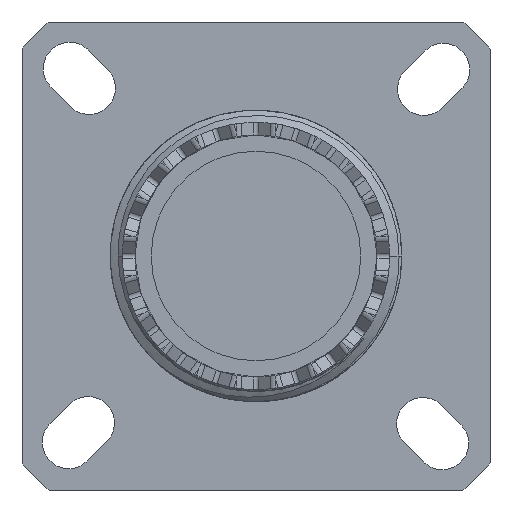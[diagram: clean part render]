
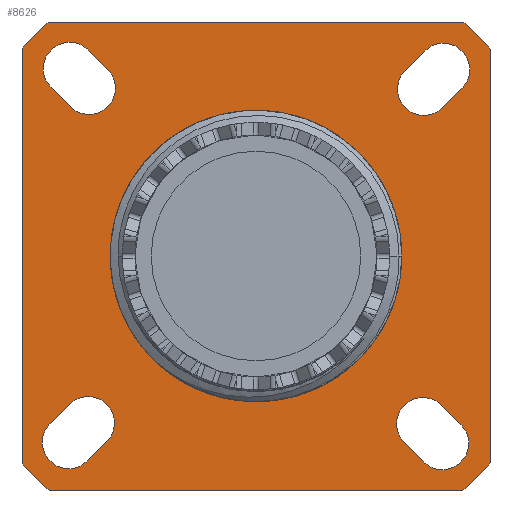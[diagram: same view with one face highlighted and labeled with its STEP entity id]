
A CAD part, front view. The second image highlights one B-rep face of the part: STEP entity #8626.
In plain terms, the highlighted planar face has unit normal (0, -1, 0).
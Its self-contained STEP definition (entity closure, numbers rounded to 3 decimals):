
#2550=CARTESIAN_POINT('',(0.,-23.4,0.));
#2551=DIRECTION('',(0.,-1.,0.));
#2552=DIRECTION('',(-1.,0.,0.));
#2553=AXIS2_PLACEMENT_3D('',#2550,#2551,#2552);
#2915=CARTESIAN_POINT('',(0.,-23.4,0.));
#2916=DIRECTION('',(0.,-1.,0.));
#2917=DIRECTION('',(1.,0.,0.));
#2918=AXIS2_PLACEMENT_3D('',#2915,#2916,#2917);
#2968=CARTESIAN_POINT('',(0.,-23.4,0.));
#2969=DIRECTION('',(0.,1.,0.));
#2970=DIRECTION('',(0.749,0.,-0.662));
#2971=AXIS2_PLACEMENT_3D('',#2968,#2969,#2970);
#2973=DIRECTION('',(-1.,0.,0.));
#2974=VECTOR('',#2973,25.558);
#2975=CARTESIAN_POINT('',(12.779,-23.4,-14.45));
#2976=LINE('',#2975,#2974);
#2977=CARTESIAN_POINT('',(0.,-23.4,0.));
#2978=DIRECTION('',(0.,1.,0.));
#2979=DIRECTION('',(-0.662,0.,-0.749));
#2980=AXIS2_PLACEMENT_3D('',#2977,#2978,#2979);
#2982=DIRECTION('',(0.,0.,1.));
#2983=VECTOR('',#2982,25.558);
#2984=CARTESIAN_POINT('',(-14.45,-23.4,-12.779));
#2985=LINE('',#2984,#2983);
#2986=CARTESIAN_POINT('',(0.,-23.4,0.));
#2987=DIRECTION('',(0.,1.,0.));
#2988=DIRECTION('',(-0.749,0.,0.662));
#2989=AXIS2_PLACEMENT_3D('',#2986,#2987,#2988);
#2991=DIRECTION('',(1.,0.,0.));
#2992=VECTOR('',#2991,25.558);
#2993=CARTESIAN_POINT('',(-12.779,-23.4,14.45));
#2994=LINE('',#2993,#2992);
#2995=CARTESIAN_POINT('',(0.,-23.4,0.));
#2996=DIRECTION('',(0.,1.,0.));
#2997=DIRECTION('',(0.662,0.,0.749));
#2998=AXIS2_PLACEMENT_3D('',#2995,#2996,#2997);
#3000=DIRECTION('',(0.,0.,-1.));
#3001=VECTOR('',#3000,25.558);
#3002=CARTESIAN_POINT('',(14.45,-23.4,12.779));
#3003=LINE('',#3002,#3001);
#3004=CARTESIAN_POINT('',(10.31,-23.4,-10.371));
#3005=DIRECTION('',(0.,1.,0.));
#3006=DIRECTION('',(-0.747,0.,-0.665));
#3007=AXIS2_PLACEMENT_3D('',#3004,#3005,#3006);
#3009=DIRECTION('',(-0.705,0.,0.709));
#3010=VECTOR('',#3009,1.875);
#3011=CARTESIAN_POINT('',(10.416,-23.4,-12.783));
#3012=LINE('',#3011,#3010);
#3013=CARTESIAN_POINT('',(11.505,-23.4,-11.573));
#3014=DIRECTION('',(0.,1.,0.));
#3015=DIRECTION('',(0.747,0.,0.665));
#3016=AXIS2_PLACEMENT_3D('',#3013,#3014,#3015);
#3018=DIRECTION('',(0.705,0.,-0.709));
#3019=VECTOR('',#3018,1.875);
#3020=CARTESIAN_POINT('',(11.399,-23.4,-9.161));
#3021=LINE('',#3020,#3019);
#3022=CARTESIAN_POINT('',(10.371,-23.4,10.31));
#3023=DIRECTION('',(0.,1.,0.));
#3024=DIRECTION('',(0.665,0.,-0.747));
#3025=AXIS2_PLACEMENT_3D('',#3022,#3023,#3024);
#3027=DIRECTION('',(-0.709,0.,-0.705));
#3028=VECTOR('',#3027,1.875);
#3029=CARTESIAN_POINT('',(12.783,-23.4,10.416));
#3030=LINE('',#3029,#3028);
#3031=CARTESIAN_POINT('',(11.573,-23.4,11.505));
#3032=DIRECTION('',(0.,1.,0.));
#3033=DIRECTION('',(-0.665,0.,0.747));
#3034=AXIS2_PLACEMENT_3D('',#3031,#3032,#3033);
#3036=DIRECTION('',(0.709,0.,0.705));
#3037=VECTOR('',#3036,1.875);
#3038=CARTESIAN_POINT('',(9.161,-23.4,11.399));
#3039=LINE('',#3038,#3037);
#3040=CARTESIAN_POINT('',(-10.31,-23.4,10.371));
#3041=DIRECTION('',(0.,1.,0.));
#3042=DIRECTION('',(0.747,0.,0.665));
#3043=AXIS2_PLACEMENT_3D('',#3040,#3041,#3042);
#3045=DIRECTION('',(0.705,0.,-0.709));
#3046=VECTOR('',#3045,1.875);
#3047=CARTESIAN_POINT('',(-10.416,-23.4,12.783));
#3048=LINE('',#3047,#3046);
#3049=CARTESIAN_POINT('',(-11.505,-23.4,11.573));
#3050=DIRECTION('',(0.,1.,0.));
#3051=DIRECTION('',(-0.747,0.,-0.665));
#3052=AXIS2_PLACEMENT_3D('',#3049,#3050,#3051);
#3054=DIRECTION('',(-0.705,0.,0.709));
#3055=VECTOR('',#3054,1.875);
#3056=CARTESIAN_POINT('',(-11.399,-23.4,9.161));
#3057=LINE('',#3056,#3055);
#3058=CARTESIAN_POINT('',(-10.371,-23.4,-10.31));
#3059=DIRECTION('',(0.,1.,0.));
#3060=DIRECTION('',(-0.665,0.,0.747));
#3061=AXIS2_PLACEMENT_3D('',#3058,#3059,#3060);
#3063=DIRECTION('',(0.709,0.,0.705));
#3064=VECTOR('',#3063,1.875);
#3065=CARTESIAN_POINT('',(-12.783,-23.4,-10.416));
#3066=LINE('',#3065,#3064);
#3067=CARTESIAN_POINT('',(-11.573,-23.4,-11.505));
#3068=DIRECTION('',(0.,1.,0.));
#3069=DIRECTION('',(0.665,0.,-0.747));
#3070=AXIS2_PLACEMENT_3D('',#3067,#3068,#3069);
#3072=DIRECTION('',(-0.709,0.,-0.705));
#3073=VECTOR('',#3072,1.875);
#3074=CARTESIAN_POINT('',(-9.161,-23.4,-11.399));
#3075=LINE('',#3074,#3073);
#5351=CARTESIAN_POINT('',(14.45,-23.4,-12.779));
#5352=CARTESIAN_POINT('',(12.779,-23.4,-14.45));
#5353=VERTEX_POINT('',#5351);
#5354=VERTEX_POINT('',#5352);
#5355=CARTESIAN_POINT('',(-12.779,-23.4,-14.45));
#5356=VERTEX_POINT('',#5355);
#5357=CARTESIAN_POINT('',(-14.45,-23.4,-12.779));
#5358=VERTEX_POINT('',#5357);
#5359=CARTESIAN_POINT('',(-14.45,-23.4,12.779));
#5360=VERTEX_POINT('',#5359);
#5361=CARTESIAN_POINT('',(-12.779,-23.4,14.45));
#5362=VERTEX_POINT('',#5361);
#5363=CARTESIAN_POINT('',(12.779,-23.4,14.45));
#5364=VERTEX_POINT('',#5363);
#5365=CARTESIAN_POINT('',(14.45,-23.4,12.779));
#5366=VERTEX_POINT('',#5365);
#5367=CARTESIAN_POINT('',(9.,-23.4,0.));
#5368=CARTESIAN_POINT('',(-9.,-23.4,0.));
#5369=VERTEX_POINT('',#5367);
#5370=VERTEX_POINT('',#5368);
#5455=CARTESIAN_POINT('',(9.094,-23.4,-11.453));
#5456=CARTESIAN_POINT('',(11.399,-23.4,-9.161));
#5457=VERTEX_POINT('',#5455);
#5458=VERTEX_POINT('',#5456);
#5459=CARTESIAN_POINT('',(12.721,-23.4,-10.491));
#5460=VERTEX_POINT('',#5459);
#5461=CARTESIAN_POINT('',(10.416,-23.4,-12.783));
#5462=VERTEX_POINT('',#5461);
#5471=CARTESIAN_POINT('',(11.453,-23.4,9.094));
#5472=CARTESIAN_POINT('',(9.161,-23.4,11.399));
#5473=VERTEX_POINT('',#5471);
#5474=VERTEX_POINT('',#5472);
#5475=CARTESIAN_POINT('',(10.491,-23.4,12.721));
#5476=VERTEX_POINT('',#5475);
#5477=CARTESIAN_POINT('',(12.783,-23.4,10.416));
#5478=VERTEX_POINT('',#5477);
#5487=CARTESIAN_POINT('',(-9.094,-23.4,11.453));
#5488=CARTESIAN_POINT('',(-11.399,-23.4,9.161));
#5489=VERTEX_POINT('',#5487);
#5490=VERTEX_POINT('',#5488);
#5491=CARTESIAN_POINT('',(-12.721,-23.4,10.491));
#5492=VERTEX_POINT('',#5491);
#5493=CARTESIAN_POINT('',(-10.416,-23.4,12.783));
#5494=VERTEX_POINT('',#5493);
#5503=CARTESIAN_POINT('',(-11.453,-23.4,-9.094));
#5504=CARTESIAN_POINT('',(-9.161,-23.4,-11.399));
#5505=VERTEX_POINT('',#5503);
#5506=VERTEX_POINT('',#5504);
#5507=CARTESIAN_POINT('',(-10.491,-23.4,-12.721));
#5508=VERTEX_POINT('',#5507);
#5509=CARTESIAN_POINT('',(-12.783,-23.4,-10.416));
#5510=VERTEX_POINT('',#5509);
#8559=CARTESIAN_POINT('',(0.,-23.4,0.));
#8560=DIRECTION('',(0.,1.,0.));
#8561=DIRECTION('',(0.,0.,1.));
#8562=AXIS2_PLACEMENT_3D('',#8559,#8560,#8561);
#8563=PLANE('',#8562);
#8565=ORIENTED_EDGE('',*,*,#8564,.T.);
#8567=ORIENTED_EDGE('',*,*,#8566,.T.);
#8569=ORIENTED_EDGE('',*,*,#8568,.T.);
#8571=ORIENTED_EDGE('',*,*,#8570,.T.);
#8573=ORIENTED_EDGE('',*,*,#8572,.T.);
#8575=ORIENTED_EDGE('',*,*,#8574,.T.);
#8577=ORIENTED_EDGE('',*,*,#8576,.T.);
#8579=ORIENTED_EDGE('',*,*,#8578,.T.);
#8580=EDGE_LOOP('',(#8565,#8567,#8569,#8571,#8573,#8575,#8577,#8579));
#8581=FACE_OUTER_BOUND('',#8580,.F.);
#8582=ORIENTED_EDGE('',*,*,#8541,.T.);
#8583=ORIENTED_EDGE('',*,*,#7933,.T.);
#8584=EDGE_LOOP('',(#8582,#8583));
#8585=FACE_BOUND('',#8584,.F.);
#8587=ORIENTED_EDGE('',*,*,#8586,.F.);
#8589=ORIENTED_EDGE('',*,*,#8588,.F.);
#8591=ORIENTED_EDGE('',*,*,#8590,.F.);
#8593=ORIENTED_EDGE('',*,*,#8592,.F.);
#8594=EDGE_LOOP('',(#8587,#8589,#8591,#8593));
#8595=FACE_BOUND('',#8594,.F.);
#8597=ORIENTED_EDGE('',*,*,#8596,.F.);
#8599=ORIENTED_EDGE('',*,*,#8598,.F.);
#8601=ORIENTED_EDGE('',*,*,#8600,.F.);
#8603=ORIENTED_EDGE('',*,*,#8602,.F.);
#8604=EDGE_LOOP('',(#8597,#8599,#8601,#8603));
#8605=FACE_BOUND('',#8604,.F.);
#8607=ORIENTED_EDGE('',*,*,#8606,.F.);
#8609=ORIENTED_EDGE('',*,*,#8608,.F.);
#8611=ORIENTED_EDGE('',*,*,#8610,.F.);
#8613=ORIENTED_EDGE('',*,*,#8612,.F.);
#8614=EDGE_LOOP('',(#8607,#8609,#8611,#8613));
#8615=FACE_BOUND('',#8614,.F.);
#8617=ORIENTED_EDGE('',*,*,#8616,.F.);
#8619=ORIENTED_EDGE('',*,*,#8618,.F.);
#8621=ORIENTED_EDGE('',*,*,#8620,.F.);
#8623=ORIENTED_EDGE('',*,*,#8622,.F.);
#8624=EDGE_LOOP('',(#8617,#8619,#8621,#8623));
#8625=FACE_BOUND('',#8624,.F.);
#8626=ADVANCED_FACE('',(#8581,#8585,#8595,#8605,#8615,#8625),#8563,.F.);
#2554=CIRCLE('',#2553,9.);
#2919=CIRCLE('',#2918,9.);
#2972=CIRCLE('',#2971,19.29);
#2981=CIRCLE('',#2980,19.29);
#2990=CIRCLE('',#2989,19.29);
#2999=CIRCLE('',#2998,19.29);
#3008=CIRCLE('',#3007,1.628);
#3017=CIRCLE('',#3016,1.628);
#3026=CIRCLE('',#3025,1.628);
#3035=CIRCLE('',#3034,1.628);
#3044=CIRCLE('',#3043,1.628);
#3053=CIRCLE('',#3052,1.628);
#3062=CIRCLE('',#3061,1.628);
#3071=CIRCLE('',#3070,1.628);
#7933=EDGE_CURVE('',#5370,#5369,#2554,.T.);
#8541=EDGE_CURVE('',#5369,#5370,#2919,.T.);
#8564=EDGE_CURVE('',#5353,#5354,#2972,.T.);
#8566=EDGE_CURVE('',#5354,#5356,#2976,.T.);
#8568=EDGE_CURVE('',#5356,#5358,#2981,.T.);
#8570=EDGE_CURVE('',#5358,#5360,#2985,.T.);
#8572=EDGE_CURVE('',#5360,#5362,#2990,.T.);
#8574=EDGE_CURVE('',#5362,#5364,#2994,.T.);
#8576=EDGE_CURVE('',#5364,#5366,#2999,.T.);
#8578=EDGE_CURVE('',#5366,#5353,#3003,.T.);
#8586=EDGE_CURVE('',#5457,#5458,#3008,.T.);
#8588=EDGE_CURVE('',#5462,#5457,#3012,.T.);
#8590=EDGE_CURVE('',#5460,#5462,#3017,.T.);
#8592=EDGE_CURVE('',#5458,#5460,#3021,.T.);
#8596=EDGE_CURVE('',#5473,#5474,#3026,.T.);
#8598=EDGE_CURVE('',#5478,#5473,#3030,.T.);
#8600=EDGE_CURVE('',#5476,#5478,#3035,.T.);
#8602=EDGE_CURVE('',#5474,#5476,#3039,.T.);
#8606=EDGE_CURVE('',#5489,#5490,#3044,.T.);
#8608=EDGE_CURVE('',#5494,#5489,#3048,.T.);
#8610=EDGE_CURVE('',#5492,#5494,#3053,.T.);
#8612=EDGE_CURVE('',#5490,#5492,#3057,.T.);
#8616=EDGE_CURVE('',#5505,#5506,#3062,.T.);
#8618=EDGE_CURVE('',#5510,#5505,#3066,.T.);
#8620=EDGE_CURVE('',#5508,#5510,#3071,.T.);
#8622=EDGE_CURVE('',#5506,#5508,#3075,.T.);
